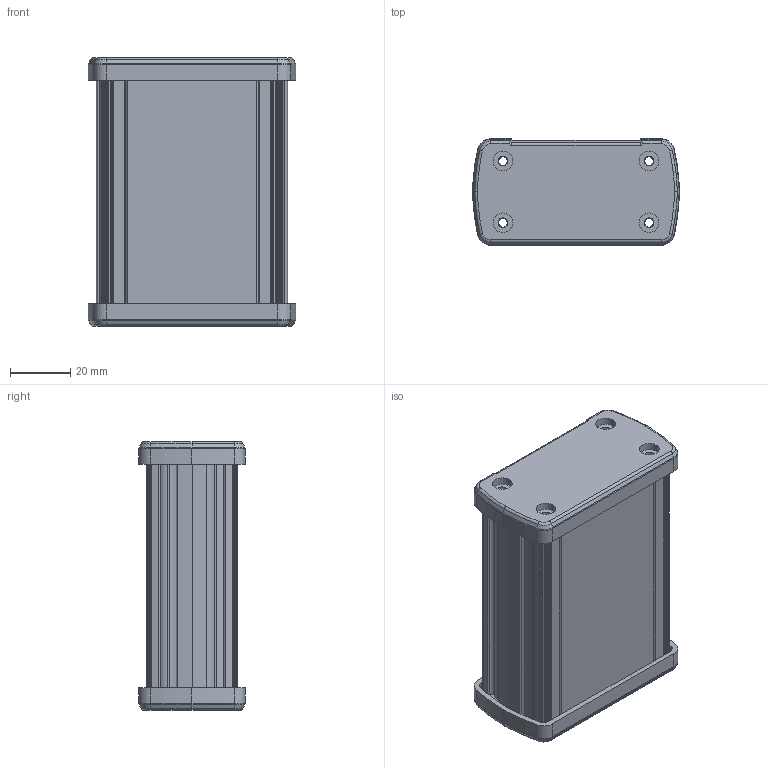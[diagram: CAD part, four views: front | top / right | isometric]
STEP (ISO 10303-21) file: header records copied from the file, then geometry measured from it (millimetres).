
FILE_DESCRIPTION (( 'STEP AP214' ), '1' );
FILE_NAME ('ALUG702080.STEP', '2015-07-11T06:24:32', ( 'AsusUser' ), ( '' ), 'SwSTEP 2.0', 'SolidWorks 2014', '' );
FILE_SCHEMA (( 'AUTOMOTIVE_DESIGN' ));
Length unit declared in the file: millimetre
Products named in the file (3): ALUG702-PANEL; ALUG702040-BODY; ALUG702080
Assembly tree (3 placements, depth 2):
  ALUG702080
    ALUG702040-BODY
    ALUG702-PANEL  x2
Bounding box: 68.7 x 35.2 x 89 mm (x, y, z)
Volume: 58965.3 mm3; surface area: 50934.4 mm2
Topology: 3 solids, 3 shells, 620 faces, 1582 edges, 990 vertices
Faces by surface type: cylinder 302, plane 220, torus 80, cone 16, bspline 2
Entity records: 13188 total; most frequent: CARTESIAN_POINT 2394, DIRECTION 2342, ORIENTED_EDGE 2224, EDGE_CURVE 1112, AXIS2_PLACEMENT_3D 845, VERTEX_POINT 709, VECTOR 652, LINE 652
